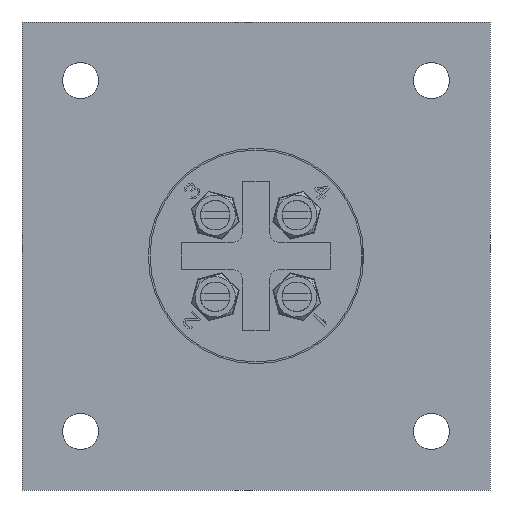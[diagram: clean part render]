
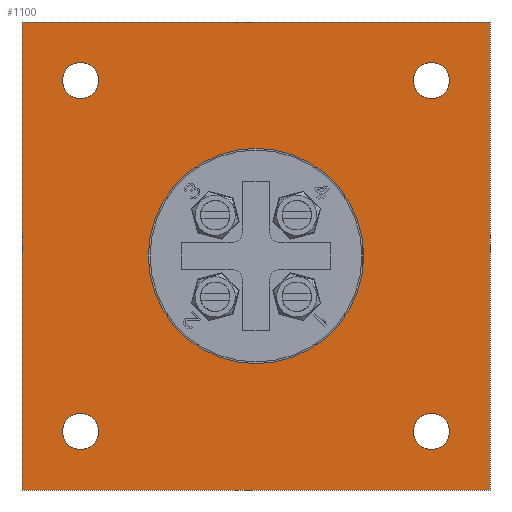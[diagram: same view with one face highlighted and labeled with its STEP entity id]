
A CAD part, front view. The second image highlights one B-rep face of the part: STEP entity #1100.
In plain terms, the highlighted planar face has unit normal (0, -1, 0).
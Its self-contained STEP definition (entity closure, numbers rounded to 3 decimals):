
#1100=ADVANCED_FACE('',(#3149,#3150,#3151,#3152,#3153,#3154),#3155,.T.);
#3149=FACE_OUTER_BOUND('',#11433,.T.);
#3150=FACE_BOUND('',#11434,.T.);
#3151=FACE_BOUND('',#11435,.T.);
#3152=FACE_BOUND('',#11436,.T.);
#3153=FACE_BOUND('',#11437,.T.);
#3154=FACE_BOUND('',#11438,.T.);
#3155=PLANE('',#11439);
#11433=EDGE_LOOP('',(#19237,#19238,#19239,#19240));
#11434=EDGE_LOOP('',(#19241,#19242));
#11435=EDGE_LOOP('',(#19243,#19244));
#11436=EDGE_LOOP('',(#19245,#19246));
#11437=EDGE_LOOP('',(#19247,#19248));
#11438=EDGE_LOOP('',(#19249,#19250));
#11439=AXIS2_PLACEMENT_3D('',#19251,#19252,#19253);
#19237=ORIENTED_EDGE('',*,*,#22524,.T.);
#19238=ORIENTED_EDGE('',*,*,#22525,.T.);
#19239=ORIENTED_EDGE('',*,*,#22526,.T.);
#19240=ORIENTED_EDGE('',*,*,#22527,.T.);
#19241=ORIENTED_EDGE('',*,*,#22528,.T.);
#19242=ORIENTED_EDGE('',*,*,#22529,.T.);
#19243=ORIENTED_EDGE('',*,*,#22530,.T.);
#19244=ORIENTED_EDGE('',*,*,#22531,.T.);
#19245=ORIENTED_EDGE('',*,*,#22532,.T.);
#19246=ORIENTED_EDGE('',*,*,#22533,.T.);
#19247=ORIENTED_EDGE('',*,*,#22534,.T.);
#19248=ORIENTED_EDGE('',*,*,#22535,.T.);
#19249=ORIENTED_EDGE('',*,*,#22523,.T.);
#19250=ORIENTED_EDGE('',*,*,#22521,.T.);
#19251=CARTESIAN_POINT('',(0.0,-2.4,0.0));
#19252=DIRECTION('',(0.0,-1.0,0.0));
#19253=DIRECTION('',(0.0,0.0,-1.0));
#22521=EDGE_CURVE('',#26840,#26838,#26841,.T.);
#22523=EDGE_CURVE('',#26838,#26840,#26843,.T.);
#22524=EDGE_CURVE('',#26844,#26845,#26846,.T.);
#22525=EDGE_CURVE('',#26845,#26847,#26848,.T.);
#22526=EDGE_CURVE('',#26847,#26849,#26850,.T.);
#22527=EDGE_CURVE('',#26849,#26844,#26851,.T.);
#22528=EDGE_CURVE('',#26852,#26853,#26854,.T.);
#22529=EDGE_CURVE('',#26853,#26852,#26855,.T.);
#22530=EDGE_CURVE('',#26856,#26857,#26858,.T.);
#22531=EDGE_CURVE('',#26857,#26856,#26859,.T.);
#22532=EDGE_CURVE('',#26860,#26861,#26862,.T.);
#22533=EDGE_CURVE('',#26861,#26860,#26863,.T.);
#22534=EDGE_CURVE('',#26864,#26865,#26866,.T.);
#22535=EDGE_CURVE('',#26865,#26864,#26867,.T.);
#26838=VERTEX_POINT('',#40029);
#26840=VERTEX_POINT('',#40032);
#26841=CIRCLE('',#40033,10.225);
#26843=CIRCLE('',#40036,10.225);
#26844=VERTEX_POINT('',#40037);
#26845=VERTEX_POINT('',#40038);
#26846=LINE('',#40039,#40040);
#26847=VERTEX_POINT('',#40041);
#26848=LINE('',#40042,#40043);
#26849=VERTEX_POINT('',#40044);
#26850=LINE('',#40045,#40046);
#26851=LINE('',#40047,#40048);
#26852=VERTEX_POINT('',#40049);
#26853=VERTEX_POINT('',#40050);
#26854=CIRCLE('',#40051,1.715);
#26855=CIRCLE('',#40052,1.715);
#26856=VERTEX_POINT('',#40053);
#26857=VERTEX_POINT('',#40054);
#26858=CIRCLE('',#40055,1.715);
#26859=CIRCLE('',#40056,1.715);
#26860=VERTEX_POINT('',#40057);
#26861=VERTEX_POINT('',#40058);
#26862=CIRCLE('',#40059,1.715);
#26863=CIRCLE('',#40060,1.715);
#26864=VERTEX_POINT('',#40061);
#26865=VERTEX_POINT('',#40062);
#26866=CIRCLE('',#40063,1.715);
#26867=CIRCLE('',#40064,1.715);
#40029=CARTESIAN_POINT('',(0.0,-2.4,10.225));
#40032=CARTESIAN_POINT('',(0.0,-2.4,-10.225));
#40033=AXIS2_PLACEMENT_3D('',#43453,#43454,#43455);
#40036=AXIS2_PLACEMENT_3D('',#43457,#43458,#43459);
#40037=CARTESIAN_POINT('',(-22.225,-2.4,22.225));
#40038=CARTESIAN_POINT('',(-22.225,-2.4,-22.225));
#40039=CARTESIAN_POINT('',(-22.225,-2.4,22.225));
#40040=VECTOR('',#43460,44.45);
#40041=CARTESIAN_POINT('',(22.225,-2.4,-22.225));
#40042=CARTESIAN_POINT('',(-22.225,-2.4,-22.225));
#40043=VECTOR('',#43461,44.45);
#40044=CARTESIAN_POINT('',(22.225,-2.4,22.225));
#40045=CARTESIAN_POINT('',(22.225,-2.4,-22.225));
#40046=VECTOR('',#43462,44.45);
#40047=CARTESIAN_POINT('',(22.225,-2.4,22.225));
#40048=VECTOR('',#43463,44.45);
#40049=CARTESIAN_POINT('',(16.665,-2.4,-14.95));
#40050=CARTESIAN_POINT('',(16.665,-2.4,-18.38));
#40051=AXIS2_PLACEMENT_3D('',#43464,#43465,#43466);
#40052=AXIS2_PLACEMENT_3D('',#43467,#43468,#43469);
#40053=CARTESIAN_POINT('',(16.665,-2.4,18.38));
#40054=CARTESIAN_POINT('',(16.665,-2.4,14.95));
#40055=AXIS2_PLACEMENT_3D('',#43470,#43471,#43472);
#40056=AXIS2_PLACEMENT_3D('',#43473,#43474,#43475);
#40057=CARTESIAN_POINT('',(-16.665,-2.4,18.38));
#40058=CARTESIAN_POINT('',(-16.665,-2.4,14.95));
#40059=AXIS2_PLACEMENT_3D('',#43476,#43477,#43478);
#40060=AXIS2_PLACEMENT_3D('',#43479,#43480,#43481);
#40061=CARTESIAN_POINT('',(-16.665,-2.4,-14.95));
#40062=CARTESIAN_POINT('',(-16.665,-2.4,-18.38));
#40063=AXIS2_PLACEMENT_3D('',#43482,#43483,#43484);
#40064=AXIS2_PLACEMENT_3D('',#43485,#43486,#43487);
#43453=CARTESIAN_POINT('',(0.0,-2.4,0.0));
#43454=DIRECTION('',(0.0,1.0,0.0));
#43455=DIRECTION('',(0.0,0.0,-1.0));
#43457=CARTESIAN_POINT('',(0.0,-2.4,0.0));
#43458=DIRECTION('',(0.0,1.0,0.0));
#43459=DIRECTION('',(0.0,0.0,1.0));
#43460=DIRECTION('',(0.0,0.0,-1.0));
#43461=DIRECTION('',(1.0,0.0,0.0));
#43462=DIRECTION('',(0.0,0.0,1.0));
#43463=DIRECTION('',(-1.0,0.0,0.0));
#43464=CARTESIAN_POINT('',(16.665,-2.4,-16.665));
#43465=DIRECTION('',(0.0,1.0,0.0));
#43466=DIRECTION('',(0.0,0.0,1.0));
#43467=CARTESIAN_POINT('',(16.665,-2.4,-16.665));
#43468=DIRECTION('',(0.0,1.0,0.0));
#43469=DIRECTION('',(0.0,0.0,-1.0));
#43470=CARTESIAN_POINT('',(16.665,-2.4,16.665));
#43471=DIRECTION('',(0.0,1.0,0.0));
#43472=DIRECTION('',(0.0,0.0,1.0));
#43473=CARTESIAN_POINT('',(16.665,-2.4,16.665));
#43474=DIRECTION('',(0.0,1.0,0.0));
#43475=DIRECTION('',(0.0,0.0,-1.0));
#43476=CARTESIAN_POINT('',(-16.665,-2.4,16.665));
#43477=DIRECTION('',(0.0,1.0,0.0));
#43478=DIRECTION('',(0.0,0.0,1.0));
#43479=CARTESIAN_POINT('',(-16.665,-2.4,16.665));
#43480=DIRECTION('',(0.0,1.0,0.0));
#43481=DIRECTION('',(0.0,0.0,-1.0));
#43482=CARTESIAN_POINT('',(-16.665,-2.4,-16.665));
#43483=DIRECTION('',(0.0,1.0,0.0));
#43484=DIRECTION('',(0.0,0.0,1.0));
#43485=CARTESIAN_POINT('',(-16.665,-2.4,-16.665));
#43486=DIRECTION('',(0.0,1.0,0.0));
#43487=DIRECTION('',(0.0,0.0,-1.0));
